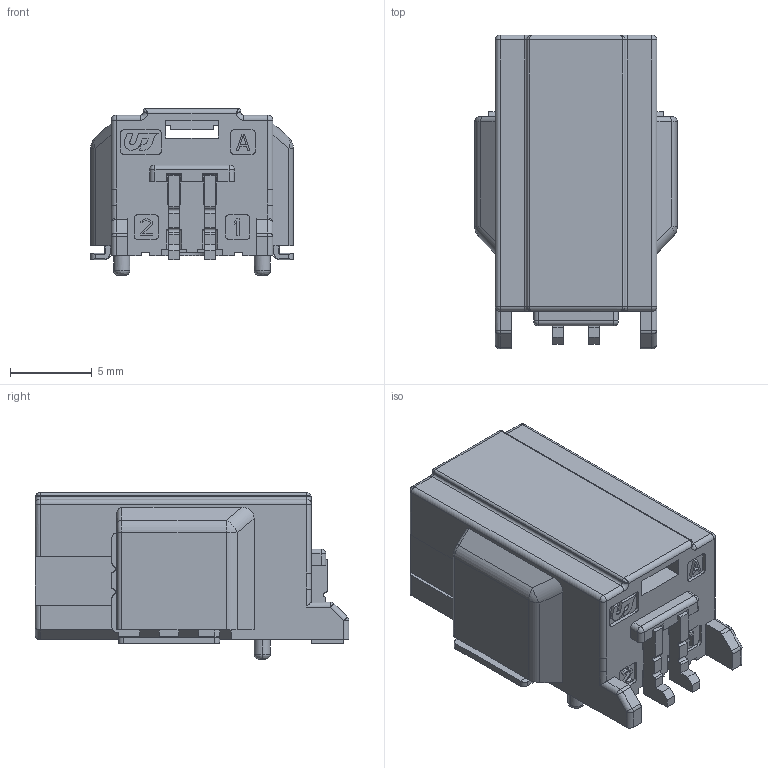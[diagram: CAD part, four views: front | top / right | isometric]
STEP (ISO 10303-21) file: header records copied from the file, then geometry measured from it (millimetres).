
FILE_DESCRIPTION((''),'2;1');
FILE_NAME('CUSTOMER_025_2M_ASSY_H_B','2017-03-08T',('parkkh'),(''),'CREO PARAMETRIC BY PTC INC, 2015290','CREO PARAMETRIC BY PTC INC, 2015290','');
FILE_SCHEMA(('CONFIG_CONTROL_DESIGN'));
Length unit declared in the file: millimetre
Products named in the file (1): CUSTOMER_025_2M_ASSY_H_B
Bounding box: 12.4 x 19.2 x 10.2 mm (x, y, z)
Volume: 823.1 mm3; surface area: 1641.3 mm2
Topology: 1 solids, 1 shells, 591 faces, 1628 edges, 1020 vertices
Faces by surface type: plane 387, cylinder 159, bspline 16, sphere 12, torus 9, cone 8
Entity records: 20250 total; most frequent: CARTESIAN_POINT 5169, ORIENTED_EDGE 3224, DIRECTION 3046, EDGE_CURVE 1612, VECTOR 1224, LINE 1224, VERTEX_POINT 1020, AXIS2_PLACEMENT_3D 911
